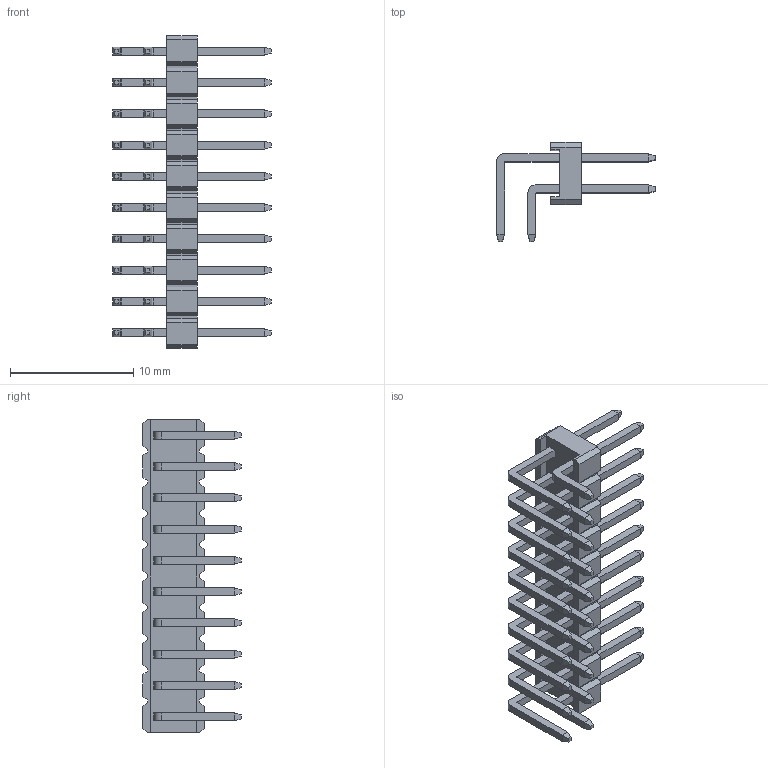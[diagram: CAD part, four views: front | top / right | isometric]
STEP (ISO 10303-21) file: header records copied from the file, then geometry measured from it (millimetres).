
FILE_DESCRIPTION(('FreeCAD Model'),'2;1');
FILE_NAME('pin_header_awl254-da-z20d 01.stp','2016-01-27T22:40:47',('FreeCAD'),('FreeCAD'), 'Open CASCADE STEP processor 6.8','FreeCAD','Unknown');
FILE_SCHEMA(('AUTOMOTIVE_DESIGN_CC2 { 1 2 10303 214 -1 1 5 4 }'));
Length unit declared in the file: millimetre
Products named in the file (1): Open CASCADE STEP translator 6.8 66
Bounding box: 12.88 x 8 x 25.4 mm (x, y, z)
Volume: 358.6 mm3; surface area: 1180.6 mm2
Topology: 1 solids, 1 shells, 526 faces, 1292 edges, 808 vertices
Faces by surface type: plane 486, bspline 40
Entity records: 32086 total; most frequent: CARTESIAN_POINT 13607, B_SPLINE_CURVE_WITH_KNOTS 3716, ORIENTED_EDGE 2584, PCURVE 2584, DEFINITIONAL_REPRESENTATION 2584, EDGE_CURVE 1292, SURFACE_CURVE 1292, DIRECTION 974
